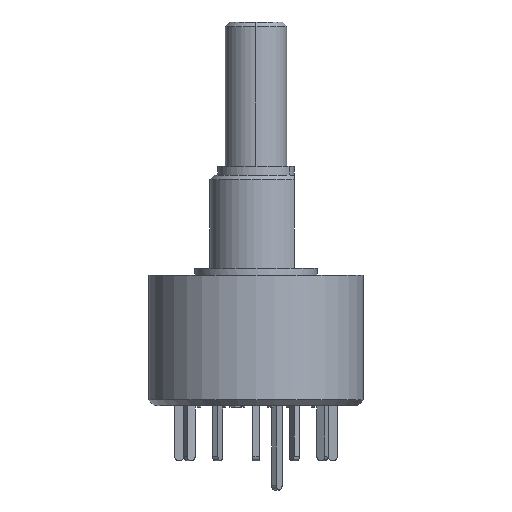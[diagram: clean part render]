
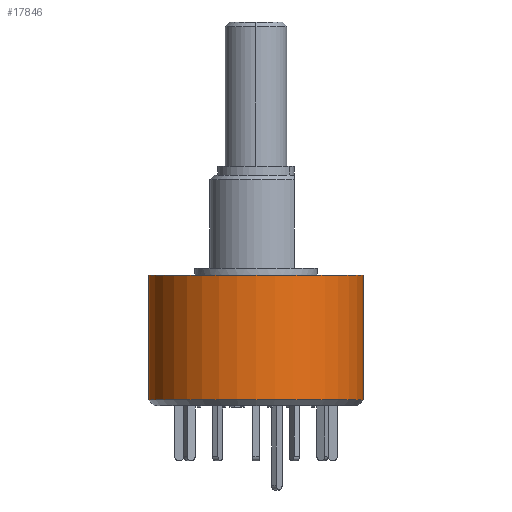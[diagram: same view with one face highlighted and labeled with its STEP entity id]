
A CAD part, left-side view. The second image highlights one B-rep face of the part: STEP entity #17846.
In plain terms, the highlighted cylindrical face has radius 7 mm (diameter 14 mm), a partial arc.
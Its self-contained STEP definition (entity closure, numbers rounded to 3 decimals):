
#1775 = VECTOR ( 'NONE', #7520, 1000. ) ;
#1946 = CARTESIAN_POINT ( 'NONE',  ( 0., 0., -8.574 ) ) ;
#3186 = DIRECTION ( 'NONE',  ( 0., 1., 0. ) ) ;
#3308 = EDGE_CURVE ( 'NONE', #17781, #16841, #10386, .T. ) ;
#3558 = DIRECTION ( 'NONE',  ( 0., -1., 0. ) ) ;
#4574 = CARTESIAN_POINT ( 'NONE',  ( 0., -7., -0.45 ) ) ;
#4929 = DIRECTION ( 'NONE',  ( 0., 0., -1. ) ) ;
#6072 = CARTESIAN_POINT ( 'NONE',  ( 0., 0., -0.45 ) ) ;
#6910 = ORIENTED_EDGE ( 'NONE', *, *, #17897, .F. ) ;
#7044 = FACE_OUTER_BOUND ( 'NONE', #12862, .T. ) ;
#7373 = AXIS2_PLACEMENT_3D ( 'NONE', #1946, #9229, #3558 ) ;
#7512 = LINE ( 'NONE', #13346, #1775 ) ;
#7520 = DIRECTION ( 'NONE',  ( 0., 0., -1. ) ) ;
#7633 = CARTESIAN_POINT ( 'NONE',  ( 0., 7., -8.574 ) ) ;
#7687 = VERTEX_POINT ( 'NONE', #7633 ) ;
#7775 = CARTESIAN_POINT ( 'NONE',  ( 0., 7., -0.45 ) ) ;
#9229 = DIRECTION ( 'NONE',  ( 0., 0., 1. ) ) ;
#9726 = LINE ( 'NONE', #7775, #16170 ) ;
#9774 = EDGE_CURVE ( 'NONE', #17781, #7687, #9726, .T. ) ;
#10375 = DIRECTION ( 'NONE',  ( 0., 0., -1. ) ) ;
#10386 = CIRCLE ( 'NONE', #14275, 7. ) ;
#10470 = AXIS2_PLACEMENT_3D ( 'NONE', #6072, #10375, #3186 ) ;
#11873 = ORIENTED_EDGE ( 'NONE', *, *, #3308, .F. ) ;
#12862 = EDGE_LOOP ( 'NONE', ( #6910, #11873, #13049, #16370 ) ) ;
#12957 = EDGE_CURVE ( 'NONE', #7687, #13120, #18742, .T. ) ;
#13049 = ORIENTED_EDGE ( 'NONE', *, *, #9774, .T. ) ;
#13120 = VERTEX_POINT ( 'NONE', #17129 ) ;
#13346 = CARTESIAN_POINT ( 'NONE',  ( 0., -7., -0.45 ) ) ;
#14275 = AXIS2_PLACEMENT_3D ( 'NONE', #15032, #16492, #17987 ) ;
#15032 = CARTESIAN_POINT ( 'NONE',  ( 0., 0., -0.45 ) ) ;
#15089 = CYLINDRICAL_SURFACE ( 'NONE', #10470, 7. ) ;
#16170 = VECTOR ( 'NONE', #4929, 1000. ) ;
#16370 = ORIENTED_EDGE ( 'NONE', *, *, #12957, .T. ) ;
#16492 = DIRECTION ( 'NONE',  ( 0., 0., 1. ) ) ;
#16841 = VERTEX_POINT ( 'NONE', #4574 ) ;
#17129 = CARTESIAN_POINT ( 'NONE',  ( 0., -7., -8.574 ) ) ;
#17624 = CARTESIAN_POINT ( 'NONE',  ( 0., 7., -0.45 ) ) ;
#17781 = VERTEX_POINT ( 'NONE', #17624 ) ;
#17846 = ADVANCED_FACE ( 'NONE', ( #7044 ), #15089, .T. ) ;
#17897 = EDGE_CURVE ( 'NONE', #16841, #13120, #7512, .T. ) ;
#17987 = DIRECTION ( 'NONE',  ( 0., -1., 0. ) ) ;
#18742 = CIRCLE ( 'NONE', #7373, 7. ) ;
